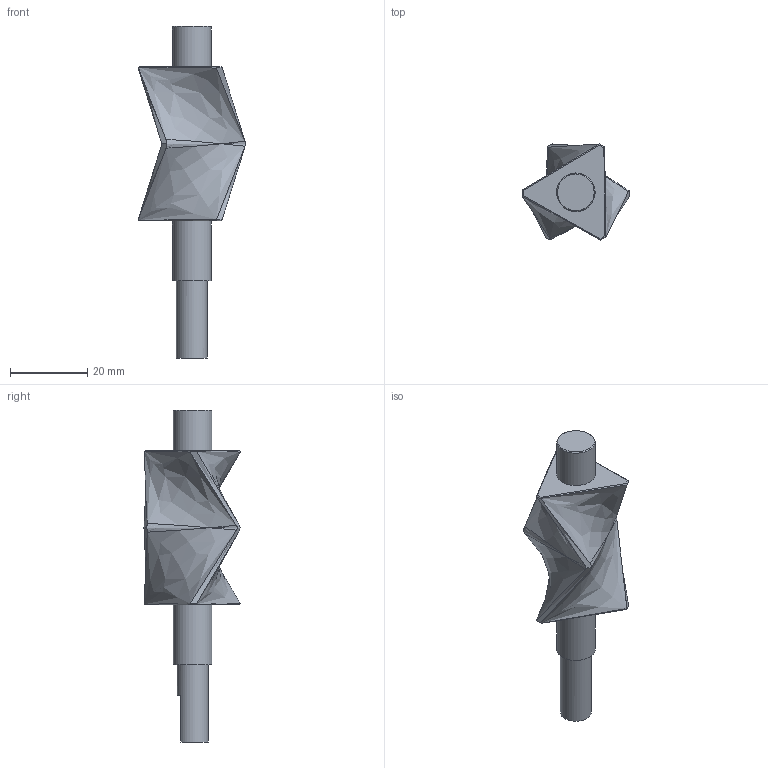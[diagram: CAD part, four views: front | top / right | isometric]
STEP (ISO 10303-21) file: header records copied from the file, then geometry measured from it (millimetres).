
FILE_DESCRIPTION(/* description */ ('Alibre Inc.'),/* implementation_level */ '2;1');
FILE_NAME(/* name */ 'export0',/* time_stamp */ '2021-01-14T10:07:09+01:00',/* author */ (''),/* organization */ (''),/* preprocessor_version */ 'ST-DEVELOPER v14',/* originating_system */ 'Alibre',/* authorisation */ '');
FILE_SCHEMA (('CONFIG_CONTROL_DESIGN'));
Length unit declared in the file: centimetre
Products named in the file (1): ID_1
Bounding box: 27.9 x 24.95 x 86 mm (x, y, z)
Volume: 13264.3 mm3; surface area: 4777.6 mm2
Topology: 1 solids, 1 shells, 41 faces, 113 edges, 71 vertices
Faces by surface type: bspline 30, plane 7, cylinder 3, cone 1
Full cylindrical faces by diameter (mm): 8 x1, 10 x2
Entity records: 3898 total; most frequent: CARTESIAN_POINT 3091, ORIENTED_EDGE 204, EDGE_CURVE 102, B_SPLINE_CURVE_WITH_KNOTS 90, VERTEX_POINT 70, EDGE_LOOP 48, FACE_BOUND 48, ADVANCED_FACE 41
